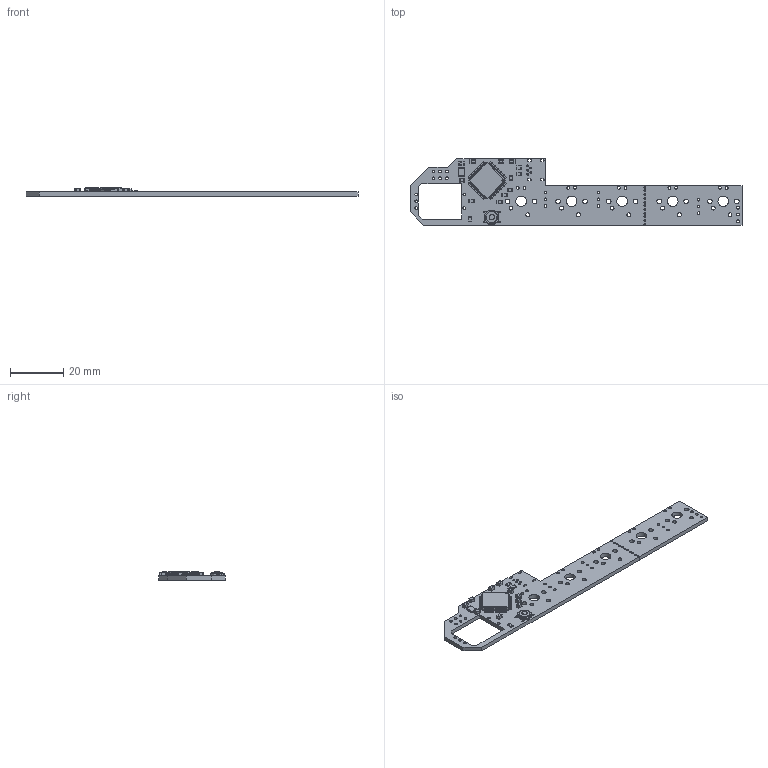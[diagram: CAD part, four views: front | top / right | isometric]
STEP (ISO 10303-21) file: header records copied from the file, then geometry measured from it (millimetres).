
FILE_DESCRIPTION(('FreeCAD Model'),'2;1');
FILE_NAME('GB3 PCB.step','2021-09-10T13:01:30',('Author'),(''), 'Open CASCADE STEP processor 7.3','FreeCAD','Unknown');
FILE_SCHEMA(('AUTOMOTIVE_DESIGN { 1 0 10303 214 1 1 1 1 }'));
Length unit declared in the file: millimetre
Products named in the file (23): Pikatea_Macropad_GB3; Board_Geoms_68f9; Local_CS_68f9; Pcb_68f9; PCB_Sketch_68f9; Step_Models_68f9; Top_68f9; SW1_SW_SPST_TL3342_605A6D3F; X1_Crystal_SMD_SeikoEpson_FA238-4Pin_3.2x2.5mm_605A6E1B; R5_R_0805_2012Metric_605A6D09; R4_R_0805_2012Metric_605A6CF8; R3_R_0805_2012Metric_605A6CE7; C10_C_0805_2012Metric_605CCE2F; C9_C_0805_2012Metric_605A6B15; C8_C_0805_2012Metric_605A6B04; C7_C_0805_2012Metric_605A6AF3; C6_C_0805_2012Metric_605A6AE2; C5_C_0805_2012Metric_605A6AD1; C4_C_0805_2012Metric_605A6AC0; C3_C_0805_2012Metric_605A6AAF; C2_C_0805_2012Metric_605A6A9E; C1_C_0805_2012Metric_605CC52D; U1_LQFP_44_10x10mm_P08mm_605AD741
Assembly tree (22 placements, depth 4):
  Pikatea_Macropad_GB3
    Board_Geoms_68f9
      Local_CS_68f9
      Pcb_68f9
      PCB_Sketch_68f9
    Step_Models_68f9
      Top_68f9
        SW1_SW_SPST_TL3342_605A6D3F
        X1_Crystal_SMD_SeikoEpson_FA238-4Pin_3.2x2.5mm_605A6E1B
        R5_R_0805_2012Metric_605A6D09
        R4_R_0805_2012Metric_605A6CF8
        R3_R_0805_2012Metric_605A6CE7
        C10_C_0805_2012Metric_605CCE2F
        C9_C_0805_2012Metric_605A6B15
        C8_C_0805_2012Metric_605A6B04
        C7_C_0805_2012Metric_605A6AF3
        C6_C_0805_2012Metric_605A6AE2
        C5_C_0805_2012Metric_605A6AD1
        C4_C_0805_2012Metric_605A6AC0
        C3_C_0805_2012Metric_605A6AAF
        C2_C_0805_2012Metric_605A6A9E
        C1_C_0805_2012Metric_605CC52D
        U1_LQFP_44_10x10mm_P08mm_605AD741
Bounding box: 125.1 x 25.2 x 3.14 mm (x, y, z)
Volume: 3318.2 mm3; surface area: 5552.2 mm2
Topology: 17 solids, 18 shells, 1399 faces, 3766 edges, 2449 vertices
Faces by surface type: plane 846, cylinder 460, bspline 92, torus 1
Full cylindrical faces by diameter (mm): 0.5 x1, 0.7 x5, 0.75 x11, 1 x17, 1.016 x6, 1.04 x10, 1.47 x10, 1.75 x10, 2 x1, 3.988 x5
Entity records: 56604 total; most frequent: CARTESIAN_POINT 11557, ORIENTED_EDGE 7500, DIRECTION 7244, EDGE_CURVE 3750, LINE 2740, VECTOR 2740, VERTEX_POINT 2417, AXIS2_PLACEMENT_3D 2252
